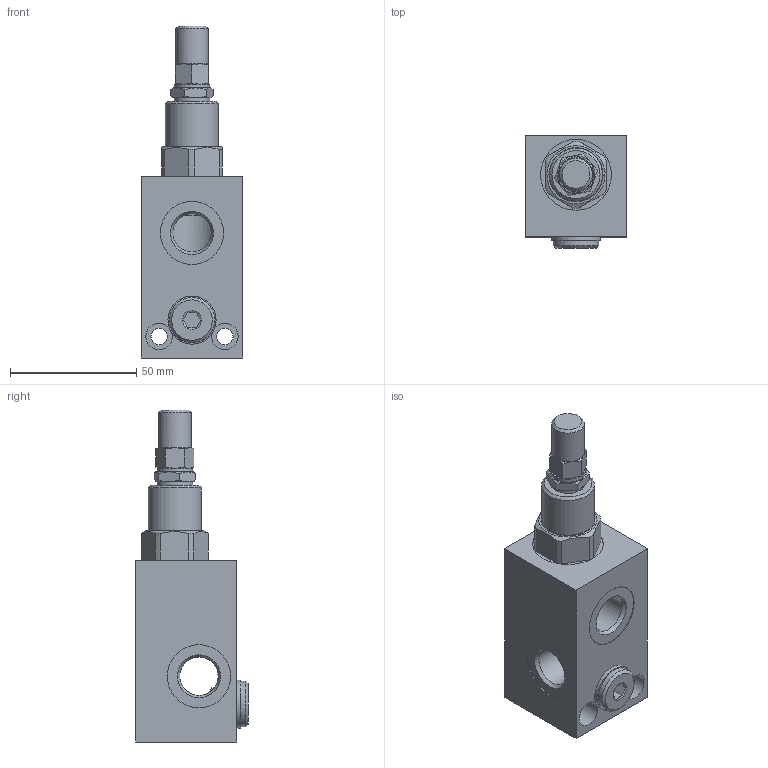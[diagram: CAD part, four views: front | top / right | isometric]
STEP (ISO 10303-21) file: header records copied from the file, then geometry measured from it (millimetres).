
FILE_DESCRIPTION(/* description */ ('Unknown'),/* implementation_level */ '2;1');
FILE_NAME(/* name */ 'V0700',/* time_stamp */ '2019-08-07T16:50:15+02:00',/* author */ ('Unknown'),/* organization */ ('Unknown'),/* preprocessor_version */ 'ST-DEVELOPER v16',/* originating_system */ 'DEX',/* authorisation */ $);
FILE_SCHEMA (('AUTOMOTIVE_DESIGN {1 0 10303 214 3 1 1}'));
Length unit declared in the file: millimetre
Products named in the file (1): V0700
Bounding box: 40 x 44.5 x 131.35 mm (x, y, z)
Volume: 109127 mm3; surface area: 26207.6 mm2
Topology: 1 solids, 5 shells, 156 faces, 365 edges, 221 vertices
Faces by surface type: plane 58, cone 41, cylinder 34, bspline 12, torus 11
Full cylindrical faces by diameter (mm): 6.5 x2, 6.647 x2, 8.5 x2, 10.5 x2, 13 x1, 13.5 x1, 14 x2, 15.2 x4, 18 x1, 19 x1, 20.1 x1, 20.376 x2, 21 x1, 25 x3, 28 x1
Entity records: 7309 total; most frequent: CARTESIAN_POINT 3171, DIRECTION 604, ORIENTED_EDGE 556, EDGE_CURVE 278, AXIS2_PLACEMENT_3D 274, FACE_BOUND 228, EDGE_LOOP 227, VERTEX_POINT 194
